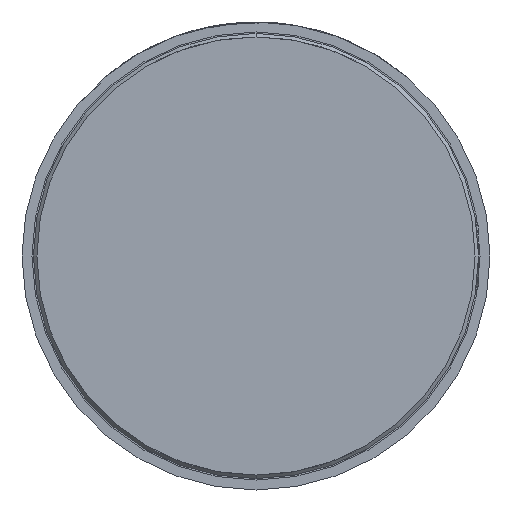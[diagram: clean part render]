
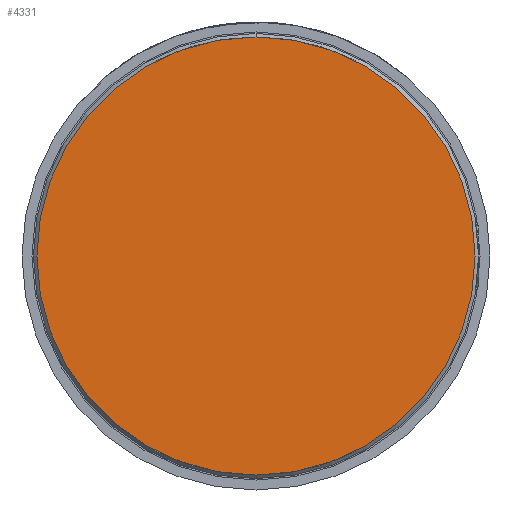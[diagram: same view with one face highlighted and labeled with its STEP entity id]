
A CAD part, front view. The second image highlights one B-rep face of the part: STEP entity #4331.
In plain terms, the highlighted planar face has unit normal (0, -1, 0).
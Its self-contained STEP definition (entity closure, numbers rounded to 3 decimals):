
#26 = CARTESIAN_POINT ( 'NONE',  ( 0., 0., 0. ) ) ;
#56 = EDGE_LOOP ( 'NONE', ( #4787, #5024 ) ) ;
#122 = AXIS2_PLACEMENT_3D ( 'NONE', #4809, #364, #5214 ) ;
#288 = CARTESIAN_POINT ( 'NONE',  ( 0., 0., 0. ) ) ;
#364 = DIRECTION ( 'NONE',  ( 0., 1., 0. ) ) ;
#408 = AXIS2_PLACEMENT_3D ( 'NONE', #26, #826, #3658 ) ;
#826 = DIRECTION ( 'NONE',  ( 0., -1., 0. ) ) ;
#1134 = DIRECTION ( 'NONE',  ( 0., -1., 0. ) ) ;
#1166 = EDGE_CURVE ( 'Defeature ausgef�hrt2_8+Defeature ausgef�hrt2_7+Defeature ausgef�hrt2_7+Defeature ausgef�hrt2_7', #1188, #2299, #4949, .T. ) ;
#1188 = VERTEX_POINT ( 'NONE', #2091 ) ;
#1232 = CIRCLE ( 'NONE', #5016, 2.2 ) ;
#1702 = EDGE_CURVE ( 'Defeature ausgef�hrt2_8+Defeature ausgef�hrt2_7+Defeature ausgef�hrt2_7+Defeature ausgef�hrt2_7', #2299, #1188, #1232, .T. ) ;
#2091 = CARTESIAN_POINT ( 'NONE',  ( 2.2, 0., 0. ) ) ;
#2299 = VERTEX_POINT ( 'NONE', #3191 ) ;
#3191 = CARTESIAN_POINT ( 'NONE',  ( -2.2, 0., 0. ) ) ;
#3534 = FACE_OUTER_BOUND ( 'NONE', #56, .T. ) ;
#3658 = DIRECTION ( 'NONE',  ( -1., 0., 0. ) ) ;
#4331 = ADVANCED_FACE ( 'Defeature ausgef�hrt2_8', ( #3534 ), #5163, .F. ) ;
#4388 = DIRECTION ( 'NONE',  ( -1., 0., 0. ) ) ;
#4787 = ORIENTED_EDGE ( 'NONE', *, *, #1702, .T. ) ;
#4809 = CARTESIAN_POINT ( 'NONE',  ( 0., 0., -1.9 ) ) ;
#4949 = CIRCLE ( 'NONE', #408, 2.2 ) ;
#5016 = AXIS2_PLACEMENT_3D ( 'NONE', #288, #1134, #4388 ) ;
#5024 = ORIENTED_EDGE ( 'NONE', *, *, #1166, .T. ) ;
#5163 = PLANE ( 'NONE',  #122 ) ;
#5214 = DIRECTION ( 'NONE',  ( 1., 0., 0. ) ) ;
